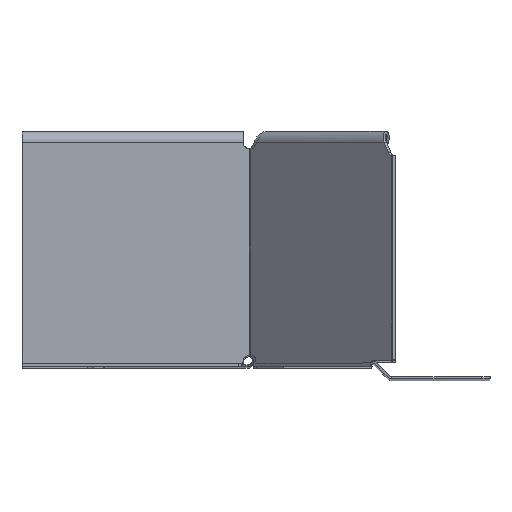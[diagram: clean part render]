
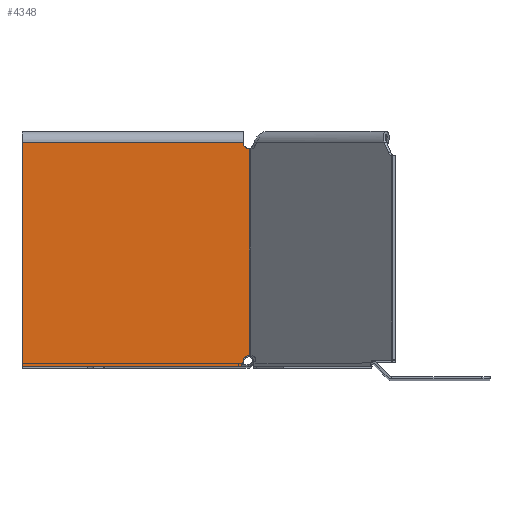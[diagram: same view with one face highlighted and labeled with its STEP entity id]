
A CAD part, top view. The second image highlights one B-rep face of the part: STEP entity #4348.
In plain terms, the highlighted face is planar.
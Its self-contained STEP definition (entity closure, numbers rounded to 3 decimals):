
#4 = VECTOR ( 'NONE', #2095, 1000. ) ;
#88 = CARTESIAN_POINT ( 'NONE',  ( -76.95, 1.47, -6.75 ) ) ;
#137 = LINE ( 'NONE', #2822, #2757 ) ;
#174 = DIRECTION ( 'NONE',  ( 0., 1., 0. ) ) ;
#263 = CARTESIAN_POINT ( 'NONE',  ( -206.54, 0., -6.75 ) ) ;
#287 = CARTESIAN_POINT ( 'NONE',  ( -78.98, 3.969, -6.75 ) ) ;
#400 = VERTEX_POINT ( 'NONE', #3607 ) ;
#429 = AXIS2_PLACEMENT_3D ( 'NONE', #3745, #5524, #4122 ) ;
#476 = EDGE_CURVE ( 'NONE', #2992, #2418, #1912, .T. ) ;
#512 = CARTESIAN_POINT ( 'NONE',  ( 0., 1.75, -6.75 ) ) ;
#522 = CARTESIAN_POINT ( 'NONE',  ( -76.443, 0.306, -6.75 ) ) ;
#569 = VERTEX_POINT ( 'NONE', #3748 ) ;
#578 = CARTESIAN_POINT ( 'NONE',  ( -79.187, 3.969, -6.75 ) ) ;
#1054 = VERTEX_POINT ( 'NONE', #1635 ) ;
#1137 = VERTEX_POINT ( 'NONE', #5663 ) ;
#1222 = DIRECTION ( 'NONE',  ( 0., 1., 0. ) ) ;
#1279 = VERTEX_POINT ( 'NONE', #2340 ) ;
#1352 = CIRCLE ( 'NONE', #429, 2.25 ) ;
#1374 = ORIENTED_EDGE ( 'NONE', *, *, #4607, .F. ) ;
#1390 = CARTESIAN_POINT ( 'NONE',  ( -76.8, 1.19, -6.75 ) ) ;
#1392 = VECTOR ( 'NONE', #1597, 1000. ) ;
#1597 = DIRECTION ( 'NONE',  ( -1., 0., 0. ) ) ;
#1635 = CARTESIAN_POINT ( 'NONE',  ( 0., 78.25, -6.75 ) ) ;
#1663 = EDGE_CURVE ( 'NONE', #569, #2992, #5693, .T. ) ;
#1752 = DIRECTION ( 'NONE',  ( -1., 0., 0. ) ) ;
#1811 = CARTESIAN_POINT ( 'NONE',  ( -77.1, 1.75, -6.75 ) ) ;
#1854 = DIRECTION ( 'NONE',  ( 0., 1., 0. ) ) ;
#1901 = DIRECTION ( 'NONE',  ( 1., 0., 0. ) ) ;
#1912 = LINE ( 'NONE', #3243, #5104 ) ;
#1927 = VERTEX_POINT ( 'NONE', #2381 ) ;
#2063 = CARTESIAN_POINT ( 'NONE',  ( -206.54, 0., -6.75 ) ) ;
#2095 = DIRECTION ( 'NONE',  ( -1., 0., 0. ) ) ;
#2186 = CARTESIAN_POINT ( 'NONE',  ( -206.54, 76.031, -6.75 ) ) ;
#2216 = ORIENTED_EDGE ( 'NONE', *, *, #5009, .F. ) ;
#2340 = CARTESIAN_POINT ( 'NONE',  ( -77.1, 78.25, -6.75 ) ) ;
#2381 = CARTESIAN_POINT ( 'NONE',  ( 0., 1.75, -6.75 ) ) ;
#2399 = ORIENTED_EDGE ( 'NONE', *, *, #5516, .T. ) ;
#2418 = VERTEX_POINT ( 'NONE', #578 ) ;
#2430 = CIRCLE ( 'NONE', #2802, 2.25 ) ;
#2514 = CARTESIAN_POINT ( 'NONE',  ( 0., 0., -6.75 ) ) ;
#2617 = LINE ( 'NONE', #4404, #4 ) ;
#2637 = LINE ( 'NONE', #4425, #4829 ) ;
#2757 = VECTOR ( 'NONE', #1901, 1000. ) ;
#2778 = ORIENTED_EDGE ( 'NONE', *, *, #476, .F. ) ;
#2802 = AXIS2_PLACEMENT_3D ( 'NONE', #5037, #5147, #174 ) ;
#2822 = CARTESIAN_POINT ( 'NONE',  ( -206.54, 78.25, -6.75 ) ) ;
#2901 = AXIS2_PLACEMENT_3D ( 'NONE', #2063, #3029, #1222 ) ;
#2992 = VERTEX_POINT ( 'NONE', #4398 ) ;
#3024 = VECTOR ( 'NONE', #3566, 1000. ) ;
#3029 = DIRECTION ( 'NONE',  ( 0., 0., 1. ) ) ;
#3243 = CARTESIAN_POINT ( 'NONE',  ( -79.187, 0., -6.75 ) ) ;
#3420 = EDGE_CURVE ( 'NONE', #4872, #400, #4242, .T. ) ;
#3424 = PLANE ( 'NONE',  #2901 ) ;
#3427 = VERTEX_POINT ( 'NONE', #287 ) ;
#3532 = VECTOR ( 'NONE', #1752, 1000. ) ;
#3566 = DIRECTION ( 'NONE',  ( 0., -1., 0. ) ) ;
#3607 = CARTESIAN_POINT ( 'NONE',  ( -76.361, 0., -6.75 ) ) ;
#3629 = CARTESIAN_POINT ( 'NONE',  ( -76.361, 0., -6.75 ) ) ;
#3642 = ORIENTED_EDGE ( 'NONE', *, *, #3420, .T. ) ;
#3745 = CARTESIAN_POINT ( 'NONE',  ( -79.35, 78.25, -6.75 ) ) ;
#3748 = CARTESIAN_POINT ( 'NONE',  ( -78.98, 76.031, -6.75 ) ) ;
#3902 = FACE_OUTER_BOUND ( 'NONE', #4662, .T. ) ;
#4099 = ORIENTED_EDGE ( 'NONE', *, *, #1663, .F. ) ;
#4122 = DIRECTION ( 'NONE',  ( 0., 1., 0. ) ) ;
#4224 = EDGE_CURVE ( 'NONE', #3427, #1137, #2430, .T. ) ;
#4242 = LINE ( 'NONE', #263, #1392 ) ;
#4348 = ADVANCED_FACE ( 'NONE', ( #3902 ), #3424, .F. ) ;
#4354 = ORIENTED_EDGE ( 'NONE', *, *, #4919, .F. ) ;
#4398 = CARTESIAN_POINT ( 'NONE',  ( -79.187, 76.031, -6.75 ) ) ;
#4404 = CARTESIAN_POINT ( 'NONE',  ( -78.98, 3.969, -6.75 ) ) ;
#4425 = CARTESIAN_POINT ( 'NONE',  ( 0., 0., -6.75 ) ) ;
#4447 = EDGE_CURVE ( 'NONE', #3427, #2418, #2617, .T. ) ;
#4502 = CARTESIAN_POINT ( 'NONE',  ( -76.547, 0.607, -6.75 ) ) ;
#4589 = DIRECTION ( 'NONE',  ( 0., -1., 0. ) ) ;
#4607 = EDGE_CURVE ( 'NONE', #1279, #569, #1352, .T. ) ;
#4662 = EDGE_LOOP ( 'NONE', ( #5568, #5003, #2778, #4099, #1374, #5560, #4354, #2399, #3642, #2216 ) ) ;
#4829 = VECTOR ( 'NONE', #1854, 1000. ) ;
#4872 = VERTEX_POINT ( 'NONE', #2514 ) ;
#4883 = LINE ( 'NONE', #512, #3024 ) ;
#4893 = B_SPLINE_CURVE_WITH_KNOTS ( 'NONE', 3,
 ( #1811, #88, #1390, #4502, #522, #3629 ),
 .UNSPECIFIED., .F., .F.,
 ( 4, 2, 4 ),
 ( 0.005, 0.006, 0.006 ),
 .UNSPECIFIED. ) ;
#4919 = EDGE_CURVE ( 'NONE', #1927, #1054, #2637, .T. ) ;
#5003 = ORIENTED_EDGE ( 'NONE', *, *, #4447, .T. ) ;
#5009 = EDGE_CURVE ( 'NONE', #1137, #400, #4893, .T. ) ;
#5037 = CARTESIAN_POINT ( 'NONE',  ( -79.35, 1.75, -6.75 ) ) ;
#5041 = EDGE_CURVE ( 'NONE', #1279, #1054, #137, .T. ) ;
#5104 = VECTOR ( 'NONE', #4589, 1000. ) ;
#5147 = DIRECTION ( 'NONE',  ( 0., 0., -1. ) ) ;
#5516 = EDGE_CURVE ( 'NONE', #1927, #4872, #4883, .T. ) ;
#5524 = DIRECTION ( 'NONE',  ( 0., 0., -1. ) ) ;
#5560 = ORIENTED_EDGE ( 'NONE', *, *, #5041, .T. ) ;
#5568 = ORIENTED_EDGE ( 'NONE', *, *, #4224, .F. ) ;
#5663 = CARTESIAN_POINT ( 'NONE',  ( -77.1, 1.75, -6.75 ) ) ;
#5693 = LINE ( 'NONE', #2186, #3532 ) ;
